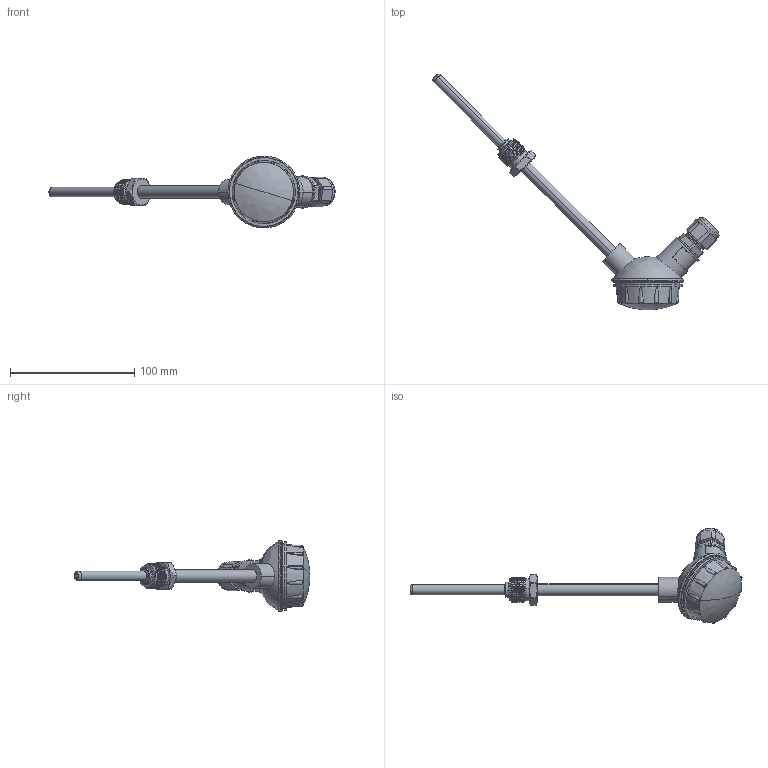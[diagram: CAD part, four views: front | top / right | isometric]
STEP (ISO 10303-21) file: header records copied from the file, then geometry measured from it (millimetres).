
FILE_DESCRIPTION (( 'STEP AP214' ), '1' );
FILE_NAME ('ﾄﾒﾑ035ﾋ-50ﾌ.ﾂ3.80.STEP', '2020-02-26T12:07:23', ( '' ), ( '' ), 'SwSTEP 2.0', 'SolidWorks 2019', '' );
FILE_SCHEMA (( 'AUTOMOTIVE_DESIGN' ));
Length unit declared in the file: millimetre
Products named in the file (20): Cable Gland PG7-PG19 Washer_PG11; Ïåðåõîä 1ê1 ÄÒÑ035; Cable Gland PG7-PG19 Sleeve_PG11; Ãàéêà 22 íà 10; Òðóáêà ä10; 瀔鍒鍱1; Cable Gland PG7-PG19 Body_PG11; Òðóáêà ä8  ÄÒÑ035Ë; 忺摎錪3,1; Ïðîêëàäêà 015; 扻豵鵨; Êîðïóñ 015Ë; Êðûøêà 015Ë; Cable Gland PG7-PG19 Gland Nut_PG11; Ãàéêà 015; ﾄﾒﾑ035ﾋ-50ﾌ.ﾂ3.80; 忺摎錪2; Ïðîâîä õ3 ÄÒÑ035; ﾘ琺矜 015; (068)ﾊﾓﾂﾔ.711141.430.068 ﾄﾒﾑ035
Assembly tree (37 placements, depth 3):
  ﾄﾒﾑ035ﾋ-50ﾌ.ﾂ3.80
    扻豵鵨
      Êîðïóñ 015Ë
      瀔鍒鍱1
      忺摎錪2
      忺摎錪3,1
      ﾘ琺矜 015  x12
      Ãàéêà 015  x8
      Ïðîêëàäêà 015
      Êðûøêà 015Ë
    Òðóáêà ä10
    Ãàéêà 22 íà 10
    (068)ﾊﾓﾂﾔ.711141.430.068 ﾄﾒﾑ035
    Ïåðåõîä 1ê1 ÄÒÑ035
    Ïðîâîä õ3 ÄÒÑ035
    Òðóáêà ä8  ÄÒÑ035Ë
    Cable Gland PG7-PG19 Body_PG11
    Cable Gland PG7-PG19 Gland Nut_PG11
    Cable Gland PG7-PG19 Sleeve_PG11
    Cable Gland PG7-PG19 Washer_PG11
Bounding box: 230.08 x 189.63 x 57.82 mm (x, y, z)
Volume: 47564.8 mm3; surface area: 58064.4 mm2
Topology: 35 solids, 45 shells, 839 faces, 2016 edges, 1294 vertices
Faces by surface type: plane 331, cylinder 301, bspline 108, cone 79, torus 18, sphere 2
Entity records: 31504 total; most frequent: CARTESIAN_POINT 13021, ORIENTED_EDGE 3238, DIRECTION 3116, EDGE_CURVE 1632, AXIS2_PLACEMENT_3D 1258, VERTEX_POINT 1054, EDGE_LOOP 725, FACE_OUTER_BOUND 665
